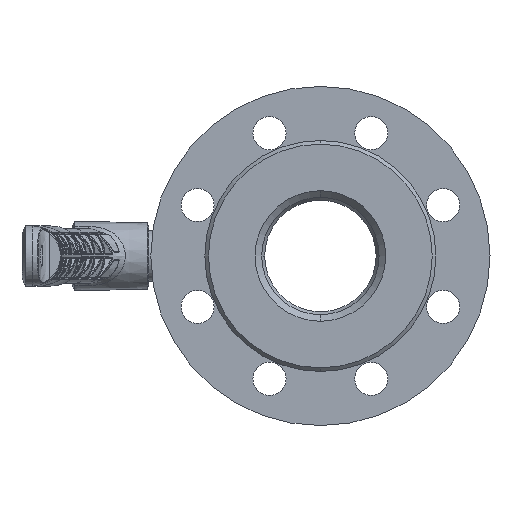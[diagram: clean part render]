
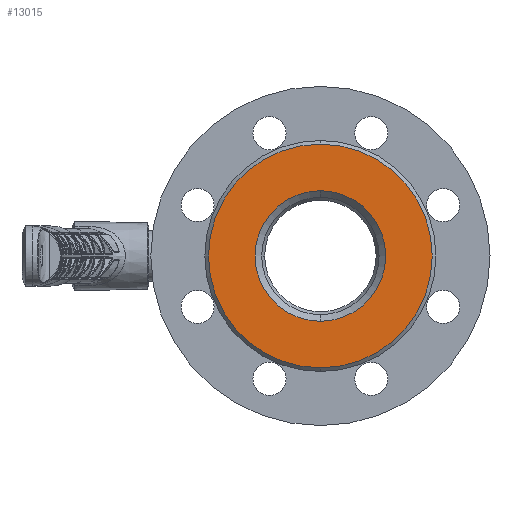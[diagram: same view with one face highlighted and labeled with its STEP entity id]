
A CAD part, left-side view. The second image highlights one B-rep face of the part: STEP entity #13015.
In plain terms, the highlighted planar face has unit normal (-1, 0, 0).
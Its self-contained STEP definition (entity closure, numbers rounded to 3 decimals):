
#2030 = FACE_BOUND ( 'NONE', #9846, .T. ) ;
#2318 = DIRECTION ( 'NONE',  ( 0., 0., 1. ) ) ;
#2359 = EDGE_CURVE ( 'NONE', #33454, #25638, #18838, .T. ) ;
#2409 = DIRECTION ( 'NONE',  ( 0., 0., 1. ) ) ;
#3108 = CIRCLE ( 'NONE', #14732, 35.6 ) ;
#4231 = CARTESIAN_POINT ( 'NONE',  ( -145., 0., -35.6 ) ) ;
#5297 = CARTESIAN_POINT ( 'NONE',  ( -145., 0., 0. ) ) ;
#6058 = DIRECTION ( 'NONE',  ( -1., 0., 0. ) ) ;
#7454 = CARTESIAN_POINT ( 'NONE',  ( -145., 35.6, 0. ) ) ;
#7491 = DIRECTION ( 'NONE',  ( 0., 0., 1. ) ) ;
#7627 = ORIENTED_EDGE ( 'NONE', *, *, #30995, .F. ) ;
#9846 = EDGE_LOOP ( 'NONE', ( #7627, #16894 ) ) ;
#10992 = AXIS2_PLACEMENT_3D ( 'NONE', #7454, #26595, #34991 ) ;
#11878 = DIRECTION ( 'NONE',  ( -1., 0., 0. ) ) ;
#11918 = EDGE_CURVE ( 'NONE', #25638, #33454, #26077, .T. ) ;
#13015 = ADVANCED_FACE ( 'NONE', ( #2030, #32432 ), #15468, .F. ) ;
#14732 = AXIS2_PLACEMENT_3D ( 'NONE', #31552, #11878, #28985 ) ;
#15468 = PLANE ( 'NONE',  #10992 ) ;
#16894 = ORIENTED_EDGE ( 'NONE', *, *, #32820, .F. ) ;
#17143 = CARTESIAN_POINT ( 'NONE',  ( -145., 0., 0. ) ) ;
#17555 = EDGE_LOOP ( 'NONE', ( #35673, #18483 ) ) ;
#18483 = ORIENTED_EDGE ( 'NONE', *, *, #11918, .T. ) ;
#18677 = VERTEX_POINT ( 'NONE', #26656 ) ;
#18838 = CIRCLE ( 'NONE', #34016, 61. ) ;
#24062 = CARTESIAN_POINT ( 'NONE',  ( -145., 0., 0. ) ) ;
#25637 = CARTESIAN_POINT ( 'NONE',  ( -145., 0., 61. ) ) ;
#25638 = VERTEX_POINT ( 'NONE', #25637 ) ;
#26077 = CIRCLE ( 'NONE', #30758, 61. ) ;
#26595 = DIRECTION ( 'NONE',  ( 1., 0., 0. ) ) ;
#26656 = CARTESIAN_POINT ( 'NONE',  ( -145., 0., 35.6 ) ) ;
#28985 = DIRECTION ( 'NONE',  ( 0., 0., 1. ) ) ;
#29718 = DIRECTION ( 'NONE',  ( -1., 0., 0. ) ) ;
#29939 = CIRCLE ( 'NONE', #33428, 35.6 ) ;
#30758 = AXIS2_PLACEMENT_3D ( 'NONE', #17143, #6058, #2318 ) ;
#30900 = VERTEX_POINT ( 'NONE', #4231 ) ;
#30995 = EDGE_CURVE ( 'NONE', #18677, #30900, #29939, .T. ) ;
#31552 = CARTESIAN_POINT ( 'NONE',  ( -145., 0., 0. ) ) ;
#31788 = CARTESIAN_POINT ( 'NONE',  ( -145., 0., -61. ) ) ;
#32432 = FACE_OUTER_BOUND ( 'NONE', #17555, .T. ) ;
#32820 = EDGE_CURVE ( 'NONE', #30900, #18677, #3108, .T. ) ;
#33428 = AXIS2_PLACEMENT_3D ( 'NONE', #24062, #29718, #7491 ) ;
#33454 = VERTEX_POINT ( 'NONE', #31788 ) ;
#33542 = DIRECTION ( 'NONE',  ( -1., 0., 0. ) ) ;
#34016 = AXIS2_PLACEMENT_3D ( 'NONE', #5297, #33542, #2409 ) ;
#34991 = DIRECTION ( 'NONE',  ( 0., 0., -1. ) ) ;
#35673 = ORIENTED_EDGE ( 'NONE', *, *, #2359, .T. ) ;
